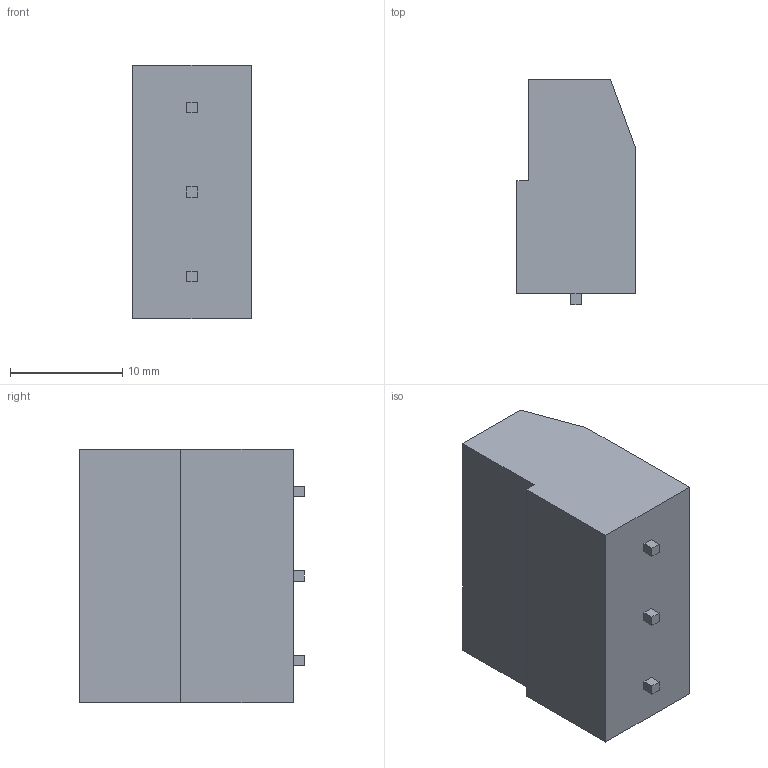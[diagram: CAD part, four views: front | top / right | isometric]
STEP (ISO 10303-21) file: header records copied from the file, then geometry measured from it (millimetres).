
FILE_DESCRIPTION (( 'STEP AP214' ), '1' );
FILE_NAME ('PK 7403.STEP', '2013-02-11T11:38:52', ( 'Master' ), ( '' ), 'SwSTEP 2.0', 'SolidWorks 2010', '' );
FILE_SCHEMA (( 'AUTOMOTIVE_DESIGN' ));
Length unit declared in the file: millimetre
Products named in the file (1): PK 7403
Bounding box: 10.5 x 20 x 22.5 mm (x, y, z)
Volume: 3939 mm3; surface area: 1874.4 mm2
Topology: 1 solids, 1 shells, 84 faces, 195 edges, 126 vertices
Faces by surface type: plane 70, cylinder 14
Entity records: 2397 total; most frequent: CARTESIAN_POINT 406, DIRECTION 405, ORIENTED_EDGE 390, EDGE_CURVE 195, LINE 155, VECTOR 155, VERTEX_POINT 126, AXIS2_PLACEMENT_3D 125
